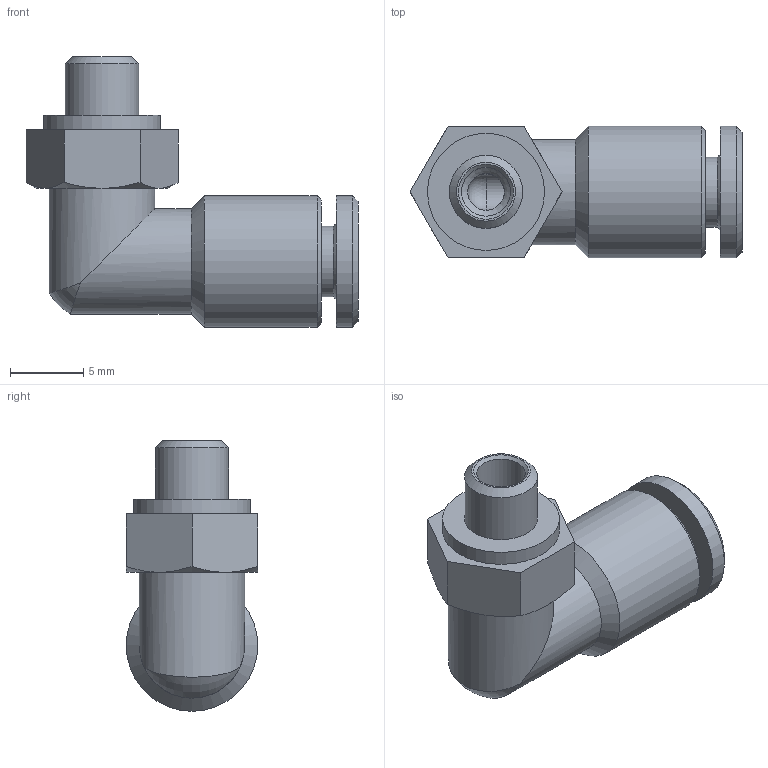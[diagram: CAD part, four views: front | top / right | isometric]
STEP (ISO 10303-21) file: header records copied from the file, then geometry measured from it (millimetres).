
FILE_DESCRIPTION(/* description */ ('STEP AP214'),/* implementation_level */ '2;1');
FILE_NAME(/* name */ '578276_NPQH-L-M5-Q4-P10',/* time_stamp */ '2024-09-10T10:17:42+02:00',/* author */ ('License CC BY-ND 4.0'),/* organization */ ('CADENAS'),/* preprocessor_version */ 'ST-DEVELOPER v19.3',/* originating_system */ 'PARTsolutions',/* authorisation */ ' ');
FILE_SCHEMA (('AUTOMOTIVE_DESIGN {1 0 10303 214 3 1 1}'));
Length unit declared in the file: millimetre
Products named in the file (1): 578276 NPQH-L-M5-Q4-P10
Bounding box: 22.7 x 9 x 18.5 mm (x, y, z)
Volume: 1239.6 mm3; surface area: 1319.3 mm2
Topology: 1 solids, 1 shells, 41 faces, 85 edges, 51 vertices
Faces by surface type: cone 14, plane 14, cylinder 11, torus 1, sphere 1
Full cylindrical faces by diameter (mm): 2.5 x2, 3.333 x1, 4 x1, 4.8 x1, 5 x1, 7.2 x2, 8 x1, 9 x2
Entity records: 986 total; most frequent: CARTESIAN_POINT 196, DIRECTION 164, ORIENTED_EDGE 120, AXIS2_PLACEMENT_3D 76, EDGE_LOOP 68, FACE_BOUND 68, EDGE_CURVE 60, VERTEX_POINT 46
